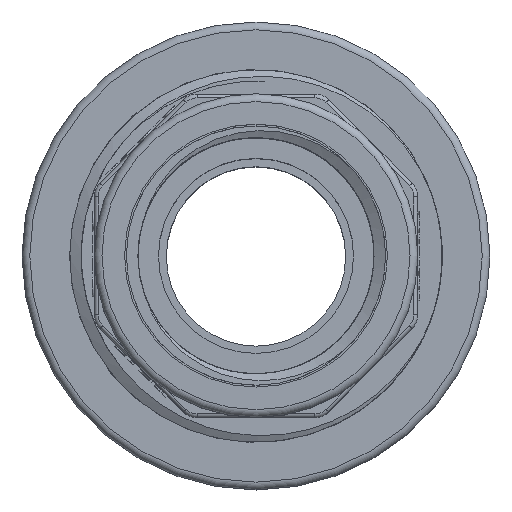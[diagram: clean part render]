
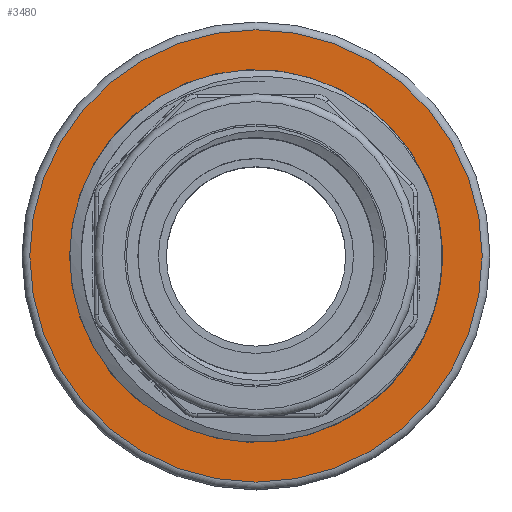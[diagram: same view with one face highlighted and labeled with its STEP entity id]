
A CAD part, top view. The second image highlights one B-rep face of the part: STEP entity #3480.
In plain terms, the highlighted planar face has unit normal (0, 0, 1).
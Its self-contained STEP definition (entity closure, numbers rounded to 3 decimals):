
#3480=ADVANCED_FACE('',(#5837,#5838),#4106,.T.);
#4106=PLANE('',#15826);
#5837=FACE_BOUND('',#6418,.T.);
#5838=FACE_BOUND('',#6419,.T.);
#6418=EDGE_LOOP('',(#9420));
#6419=EDGE_LOOP('',(#9421));
#9420=ORIENTED_EDGE('',*,*,#14206,.T.);
#9421=ORIENTED_EDGE('',*,*,#14205,.T.);
#12345=VERTEX_POINT('',#32333);
#12346=VERTEX_POINT('',#32848);
#14205=EDGE_CURVE('',#12345,#12345,#15196,.T.);
#14206=EDGE_CURVE('',#12346,#12346,#15197,.T.);
#15196=CIRCLE('',#15823,23.902);
#15197=CIRCLE('',#15825,29.);
#15823=AXIS2_PLACEMENT_3D('',#32332,#17803,#17804);
#15825=AXIS2_PLACEMENT_3D('',#32847,#17807,#17808);
#15826=AXIS2_PLACEMENT_3D('',#32849,#17809,#17810);
#17803=DIRECTION('',(0.,0.,-1.));
#17804=DIRECTION('',(-1.,0.,0.));
#17807=DIRECTION('',(0.,0.,1.));
#17808=DIRECTION('',(-1.,0.,0.));
#17809=DIRECTION('',(0.,0.,1.));
#17810=DIRECTION('',(-1.,0.,0.));
#32332=CARTESIAN_POINT('',(144.,99.,21.6));
#32333=CARTESIAN_POINT('',(120.099,99.,21.6));
#32847=CARTESIAN_POINT('',(144.,99.,21.6));
#32848=CARTESIAN_POINT('',(115.,99.,21.6));
#32849=CARTESIAN_POINT('',(144.,99.,21.6));
